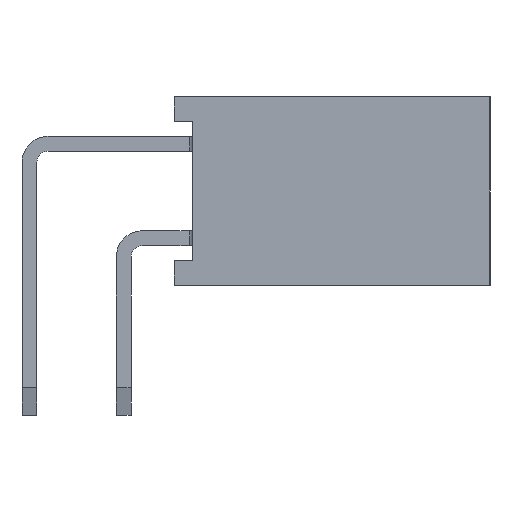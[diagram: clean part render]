
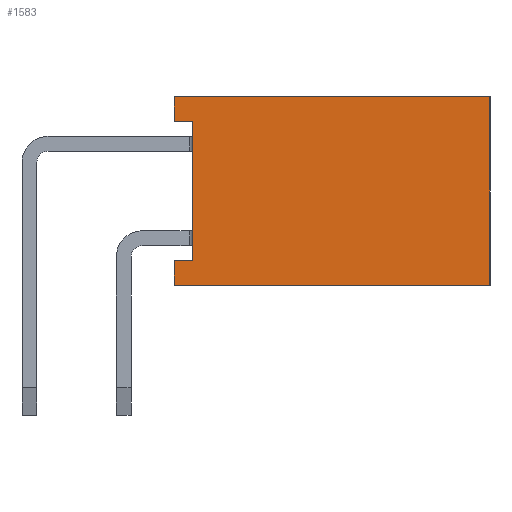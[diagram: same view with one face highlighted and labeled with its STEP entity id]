
A CAD part, left-side view. The second image highlights one B-rep face of the part: STEP entity #1583.
In plain terms, the highlighted planar face has unit normal (-1, 0, 0).
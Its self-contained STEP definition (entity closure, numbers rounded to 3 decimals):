
#1583=ADVANCED_FACE('',(#16005),#16007,.T.);
#16005=FACE_BOUND('',#16006,.T.);
#16006=EDGE_LOOP('',(#27525,#27526,#27527,#27528,#27529,#27530,#27531,#27532));
#16007=PLANE('',#16008);
#16008=AXIS2_PLACEMENT_3D('',#16009,#16010,#16011);
#16009=CARTESIAN_POINT('',(-1.27,-1.36,5.08));
#16010=DIRECTION('',(-1.,0.,0.));
#16011=DIRECTION('',(0.,0.,-1.));
#27525=ORIENTED_EDGE('',*,*,#36117,.T.);
#27526=ORIENTED_EDGE('',*,*,#36118,.T.);
#27527=ORIENTED_EDGE('',*,*,#36119,.T.);
#27528=ORIENTED_EDGE('',*,*,#36120,.F.);
#27529=ORIENTED_EDGE('',*,*,#36121,.F.);
#27530=ORIENTED_EDGE('',*,*,#36122,.T.);
#27531=ORIENTED_EDGE('',*,*,#36123,.T.);
#27532=ORIENTED_EDGE('',*,*,#35733,.T.);
#35733=EDGE_CURVE('',#40601,#40602,#40603,.T.);
#36117=EDGE_CURVE('',#40602,#41213,#41214,.F.);
#36118=EDGE_CURVE('',#41213,#41215,#41216,.T.);
#36119=EDGE_CURVE('',#41215,#41217,#41218,.T.);
#36120=EDGE_CURVE('',#41219,#41217,#41220,.T.);
#36121=EDGE_CURVE('',#41221,#41219,#41222,.T.);
#36122=EDGE_CURVE('',#41221,#41223,#41224,.T.);
#36123=EDGE_CURVE('',#41223,#40601,#41225,.F.);
#40601=VERTEX_POINT('',#48857);
#40602=VERTEX_POINT('',#48858);
#40603=LINE('',#48859,#48860);
#41213=VERTEX_POINT('',#50237);
#41214=LINE('',#50238,#50239);
#41215=VERTEX_POINT('',#50241);
#41216=LINE('',#50242,#50243);
#41217=VERTEX_POINT('',#50245);
#41218=LINE('',#50246,#50247);
#41219=VERTEX_POINT('',#50249);
#41220=LINE('',#50250,#50251);
#41221=VERTEX_POINT('',#50253);
#41222=LINE('',#50254,#50255);
#41223=VERTEX_POINT('',#50257);
#41224=LINE('',#50258,#50259);
#41225=LINE('',#50261,#50262);
#48857=CARTESIAN_POINT('',(-1.27,-1.86,4.41));
#48858=CARTESIAN_POINT('',(-1.27,-1.86,0.67));
#48859=CARTESIAN_POINT('',(-1.27,-1.86,4.41));
#48860=VECTOR('',#48861,1.);
#48861=DIRECTION('',(0.,0.,-1.));
#50237=CARTESIAN_POINT('',(-1.27,-1.36,0.67));
#50238=CARTESIAN_POINT('',(-1.27,-1.36,0.67));
#50239=VECTOR('',#50240,1.);
#50240=DIRECTION('',(0.,-1.,0.));
#50241=CARTESIAN_POINT('',(-1.27,-1.36,0.));
#50242=CARTESIAN_POINT('',(-1.27,-1.36,0.67));
#50243=VECTOR('',#50244,1.);
#50244=DIRECTION('',(0.,0.,-1.));
#50245=CARTESIAN_POINT('',(-1.27,-9.86,0.));
#50246=CARTESIAN_POINT('',(-1.27,-1.36,0.));
#50247=VECTOR('',#50248,1.);
#50248=DIRECTION('',(0.,-1.,0.));
#50249=CARTESIAN_POINT('',(-1.27,-9.86,5.08));
#50250=CARTESIAN_POINT('',(-1.27,-9.86,5.08));
#50251=VECTOR('',#50252,1.);
#50252=DIRECTION('',(0.,0.,-1.));
#50253=CARTESIAN_POINT('',(-1.27,-1.36,5.08));
#50254=CARTESIAN_POINT('',(-1.27,-1.36,5.08));
#50255=VECTOR('',#50256,1.);
#50256=DIRECTION('',(0.,-1.,0.));
#50257=CARTESIAN_POINT('',(-1.27,-1.36,4.41));
#50258=CARTESIAN_POINT('',(-1.27,-1.36,5.08));
#50259=VECTOR('',#50260,1.);
#50260=DIRECTION('',(0.,0.,-1.));
#50261=CARTESIAN_POINT('',(-1.27,-1.86,4.41));
#50262=VECTOR('',#50263,1.);
#50263=DIRECTION('',(0.,1.,0.));
